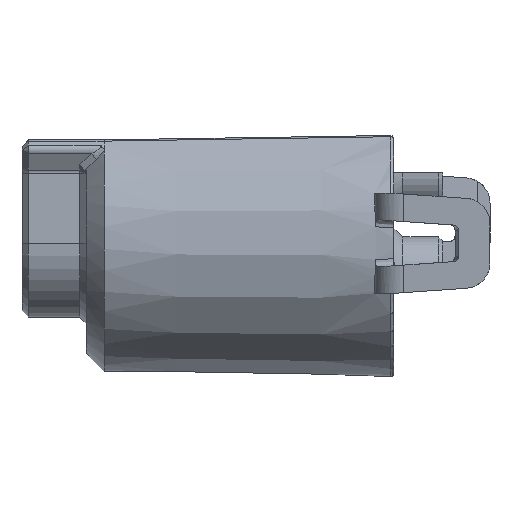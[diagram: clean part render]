
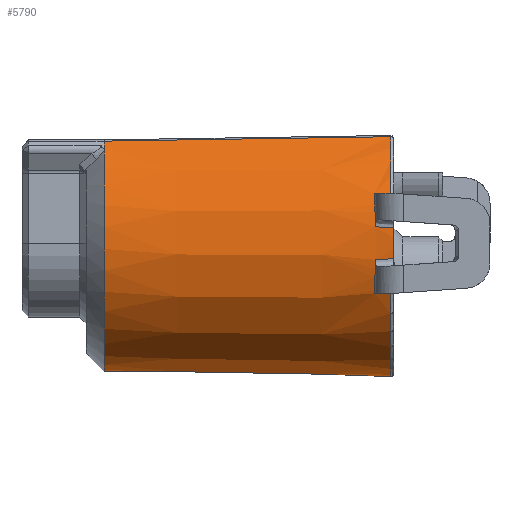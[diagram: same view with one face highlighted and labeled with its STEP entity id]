
A CAD part, left-side view. The second image highlights one B-rep face of the part: STEP entity #5790.
In plain terms, the highlighted conical face has half-angle 1 degrees and reference radius 10.197 mm.
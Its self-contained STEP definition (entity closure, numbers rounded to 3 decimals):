
#499=CARTESIAN_POINT('',(0.,-22.6,0.));
#500=DIRECTION('',(0.,-1.,0.));
#501=DIRECTION('',(-0.993,0.,0.115));
#502=AXIS2_PLACEMENT_3D('',#499,#500,#501);
#591=CARTESIAN_POINT('',(0.,-22.346,0.));
#592=DIRECTION('',(0.,-1.,0.));
#593=DIRECTION('',(-0.6,0.,0.8));
#594=AXIS2_PLACEMENT_3D('',#591,#592,#593);
#596=CARTESIAN_POINT('',(-9.607,-21.1,3.9));
#597=CARTESIAN_POINT('',(-9.611,-21.307,3.9));
#598=CARTESIAN_POINT('',(-9.619,-21.723,3.9));
#599=CARTESIAN_POINT('',(-9.627,-22.138,3.9));
#600=CARTESIAN_POINT('',(-9.631,-22.346,3.9));
#602=CARTESIAN_POINT('',(-10.289,-21.174,1.289));
#603=CARTESIAN_POINT('',(-10.293,-21.32,1.28));
#604=CARTESIAN_POINT('',(-10.301,-21.619,1.26));
#605=CARTESIAN_POINT('',(-10.313,-22.097,1.228));
#606=CARTESIAN_POINT('',(-10.322,-22.43,1.206));
#607=CARTESIAN_POINT('',(-10.326,-22.6,1.194));
#609=CARTESIAN_POINT('',(-10.326,-22.6,-1.194));
#610=CARTESIAN_POINT('',(-10.322,-22.455,
-1.204));
#611=CARTESIAN_POINT('',(-10.315,-22.156,
-1.224));
#612=CARTESIAN_POINT('',(-10.302,-21.677,
-1.256));
#613=CARTESIAN_POINT('',(-10.294,-21.345,
-1.278));
#614=CARTESIAN_POINT('',(-10.289,-21.174,
-1.289));
#616=CARTESIAN_POINT('',(-9.631,-22.346,
-3.9));
#617=CARTESIAN_POINT('',(-9.627,-22.138,
-3.9));
#618=CARTESIAN_POINT('',(-9.619,-21.723,
-3.9));
#619=CARTESIAN_POINT('',(-9.611,-21.307,-3.9));
#620=CARTESIAN_POINT('',(-9.607,-21.1,-3.9));
#622=CARTESIAN_POINT('',(0.,-22.346,0.));
#623=DIRECTION('',(0.,1.,0.));
#624=DIRECTION('',(0.744,0.,-0.668));
#625=AXIS2_PLACEMENT_3D('',#622,#623,#624);
#627=CARTESIAN_POINT('',(7.728,-22.346,-6.945));
#628=CARTESIAN_POINT('',(7.727,-19.615,-6.876));
#629=CARTESIAN_POINT('',(7.723,-14.319,-6.74));
#630=CARTESIAN_POINT('',(7.719,-6.768,-6.543));
#631=CARTESIAN_POINT('',(7.716,-2.191,-6.422));
#632=CARTESIAN_POINT('',(7.714,0.,
-6.363));
#634=CARTESIAN_POINT('',(-6.232,-22.346,8.314));
#635=CARTESIAN_POINT('',(-6.217,-20.662,8.288));
#636=CARTESIAN_POINT('',(-6.19,-17.462,8.239));
#637=CARTESIAN_POINT('',(-6.153,-13.201,8.174));
#638=CARTESIAN_POINT('',(-6.119,-9.384,8.116));
#639=CARTESIAN_POINT('',(-6.089,-5.95,8.063));
#640=CARTESIAN_POINT('',(-6.062,-2.835,8.015));
#641=CARTESIAN_POINT('',(-6.046,-0.917,
7.986));
#642=CARTESIAN_POINT('',(-6.038,-0.001,
7.972));
#1305=CARTESIAN_POINT('',(0.,0.,0.));
#1306=DIRECTION('',(0.,-1.,0.));
#1307=DIRECTION('',(-0.604,0.,0.797));
#1308=AXIS2_PLACEMENT_3D('',#1305,#1306,#1307);
#1327=CARTESIAN_POINT('',(-6.038,-0.001,
7.972));
#1444=CARTESIAN_POINT('',(-6.849,0.,
7.286));
#1446=CARTESIAN_POINT('',(0.,0.,0.));
#1447=DIRECTION('',(0.,-1.,0.));
#1448=DIRECTION('',(-0.685,0.,0.729));
#1449=AXIS2_PLACEMENT_3D('',#1446,#1447,#1448);
#2178=CARTESIAN_POINT('',(7.714,0.,
-6.363));
#2220=CARTESIAN_POINT('',(0.,-21.1,0.));
#2221=DIRECTION('',(0.,1.,0.));
#2222=DIRECTION('',(-0.927,0.,-0.376));
#2223=AXIS2_PLACEMENT_3D('',#2220,#2221,#2222);
#2229=CARTESIAN_POINT('',(0.,-21.1,0.));
#2230=DIRECTION('',(0.,1.,0.));
#2231=DIRECTION('',(-0.934,0.,0.357));
#2232=AXIS2_PLACEMENT_3D('',#2229,#2230,#2231);
#3956=CARTESIAN_POINT('',(-9.684,-21.1,-3.706));
#3957=CARTESIAN_POINT('',(-9.778,-21.1,-3.46));
#3958=CARTESIAN_POINT('',(-9.951,-21.111,
-2.954));
#3959=CARTESIAN_POINT('',(-10.161,-21.144,
-2.126));
#3960=CARTESIAN_POINT('',(-10.254,-21.166,
-1.571));
#3961=CARTESIAN_POINT('',(-10.289,-21.174,
-1.289));
#4164=CARTESIAN_POINT('',(-10.289,-21.174,
1.289));
#4165=CARTESIAN_POINT('',(-10.254,-21.166,
1.571));
#4166=CARTESIAN_POINT('',(-10.161,-21.144,
2.125));
#4167=CARTESIAN_POINT('',(-9.951,-21.111,
2.954));
#4168=CARTESIAN_POINT('',(-9.778,-21.1,3.46));
#4169=CARTESIAN_POINT('',(-9.684,-21.1,3.706));
#4551=CARTESIAN_POINT('',(-9.684,-21.1,-3.706));
#4553=VERTEX_POINT('',#4551);
#4558=CARTESIAN_POINT('',(-9.684,-21.1,3.706));
#4560=VERTEX_POINT('',#4558);
#4574=CARTESIAN_POINT('',(-9.607,-21.1,3.9));
#4575=VERTEX_POINT('',#4574);
#4576=CARTESIAN_POINT('',(-9.607,-21.1,-3.9));
#4577=VERTEX_POINT('',#4576);
#4584=VERTEX_POINT('',#2178);
#4674=VERTEX_POINT('',#1327);
#4683=VERTEX_POINT('',#1444);
#4924=VERTEX_POINT('',#602);
#4925=VERTEX_POINT('',#607);
#4928=VERTEX_POINT('',#609);
#4929=VERTEX_POINT('',#614);
#5084=CARTESIAN_POINT('',(-6.232,-22.346,
8.314));
#5085=CARTESIAN_POINT('',(-9.631,-22.346,
3.9));
#5086=VERTEX_POINT('',#5084);
#5087=VERTEX_POINT('',#5085);
#5137=CARTESIAN_POINT('',(7.728,-22.346,
-6.945));
#5138=CARTESIAN_POINT('',(-9.631,-22.346,
-3.9));
#5139=VERTEX_POINT('',#5137);
#5140=VERTEX_POINT('',#5138);
#5755=CARTESIAN_POINT('',(0.,-11.3,0.));
#5756=DIRECTION('',(0.,-1.,0.));
#5757=DIRECTION('',(-1.,0.,0.));
#5758=AXIS2_PLACEMENT_3D('',#5755,#5756,#5757);
#5759=CONICAL_SURFACE('',#5758,10.197,1.);
#5760=ORIENTED_EDGE('',*,*,#5730,.T.);
#5762=ORIENTED_EDGE('',*,*,#5761,.F.);
#5764=ORIENTED_EDGE('',*,*,#5763,.F.);
#5766=ORIENTED_EDGE('',*,*,#5765,.F.);
#5768=ORIENTED_EDGE('',*,*,#5767,.T.);
#5769=ORIENTED_EDGE('',*,*,#5657,.T.);
#5771=ORIENTED_EDGE('',*,*,#5770,.T.);
#5773=ORIENTED_EDGE('',*,*,#5772,.F.);
#5775=ORIENTED_EDGE('',*,*,#5774,.F.);
#5777=ORIENTED_EDGE('',*,*,#5776,.F.);
#5779=ORIENTED_EDGE('',*,*,#5778,.F.);
#5781=ORIENTED_EDGE('',*,*,#5780,.T.);
#5783=ORIENTED_EDGE('',*,*,#5782,.F.);
#5785=ORIENTED_EDGE('',*,*,#5784,.F.);
#5787=ORIENTED_EDGE('',*,*,#5786,.F.);
#5788=EDGE_LOOP('',(#5760,#5762,#5764,#5766,#5768,#5769,#5771,#5773,#5775,#5777,
#5779,#5781,#5783,#5785,#5787));
#5789=FACE_OUTER_BOUND('',#5788,.F.);
#5790=ADVANCED_FACE('',(#5789),#5759,.T.);
#503=CIRCLE('',#502,10.395);
#595=CIRCLE('',#594,10.39);
#601=B_SPLINE_CURVE_WITH_KNOTS('',3,(#596,#597,#598,#599,#600),.UNSPECIFIED.,
.F.,.F.,(4,1,4),(0.,0.5,1.),.UNSPECIFIED.);
#608=B_SPLINE_CURVE_WITH_KNOTS('',3,(#602,#603,#604,#605,#606,#607),
.UNSPECIFIED.,.F.,.F.,(4,1,1,4),(0.,0.333,0.667,1.),
.UNSPECIFIED.);
#615=B_SPLINE_CURVE_WITH_KNOTS('',3,(#609,#610,#611,#612,#613,#614),
.UNSPECIFIED.,.F.,.F.,(4,1,1,4),(0.,0.333,0.667,1.),
.UNSPECIFIED.);
#621=B_SPLINE_CURVE_WITH_KNOTS('',3,(#616,#617,#618,#619,#620),.UNSPECIFIED.,
.F.,.F.,(4,1,4),(0.,0.5,1.),.UNSPECIFIED.);
#626=CIRCLE('',#625,10.39);
#633=B_SPLINE_CURVE_WITH_KNOTS('',3,(#627,#628,#629,#630,#631,#632),
.UNSPECIFIED.,.F.,.F.,(4,1,1,4),(0.,0.333,0.667,1.),
.UNSPECIFIED.);
#643=B_SPLINE_CURVE_WITH_KNOTS('',3,(#634,#635,#636,#637,#638,#639,#640,#641,
#642),.UNSPECIFIED.,.F.,.F.,(4,1,1,1,1,1,4),(0.,0.167,
0.333,0.5,0.667,0.833,1.),
.UNSPECIFIED.);
#1309=CIRCLE('',#1308,10.);
#1450=CIRCLE('',#1449,10.);
#2224=CIRCLE('',#2223,10.369);
#2233=CIRCLE('',#2232,10.369);
#3962=B_SPLINE_CURVE_WITH_KNOTS('',3,(#3956,#3957,#3958,#3959,#3960,#3961),
.UNSPECIFIED.,.F.,.F.,(4,1,1,4),(0.,0.333,0.667,1.),
.UNSPECIFIED.);
#4170=B_SPLINE_CURVE_WITH_KNOTS('',3,(#4164,#4165,#4166,#4167,#4168,#4169),
.UNSPECIFIED.,.F.,.F.,(4,1,1,4),(0.,0.333,0.667,1.),
.UNSPECIFIED.);
#5657=EDGE_CURVE('',#4925,#4928,#503,.T.);
#5730=EDGE_CURVE('',#5086,#5087,#595,.T.);
#5761=EDGE_CURVE('',#4575,#5087,#601,.T.);
#5763=EDGE_CURVE('',#4560,#4575,#2233,.T.);
#5765=EDGE_CURVE('',#4924,#4560,#4170,.T.);
#5767=EDGE_CURVE('',#4924,#4925,#608,.T.);
#5770=EDGE_CURVE('',#4928,#4929,#615,.T.);
#5772=EDGE_CURVE('',#4553,#4929,#3962,.T.);
#5774=EDGE_CURVE('',#4577,#4553,#2224,.T.);
#5776=EDGE_CURVE('',#5140,#4577,#621,.T.);
#5778=EDGE_CURVE('',#5139,#5140,#626,.T.);
#5780=EDGE_CURVE('',#5139,#4584,#633,.T.);
#5782=EDGE_CURVE('',#4683,#4584,#1450,.T.);
#5784=EDGE_CURVE('',#4674,#4683,#1309,.T.);
#5786=EDGE_CURVE('',#5086,#4674,#643,.T.);
